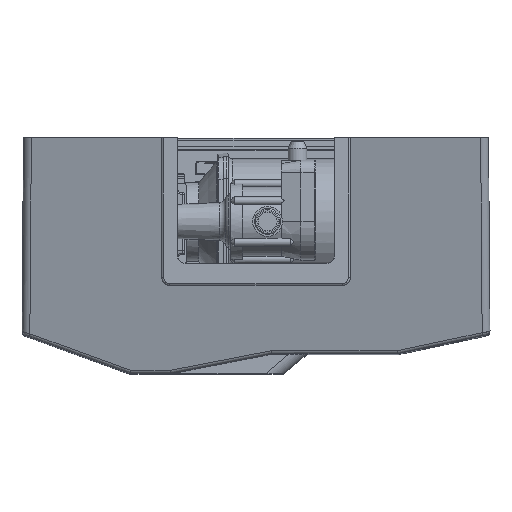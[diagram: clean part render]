
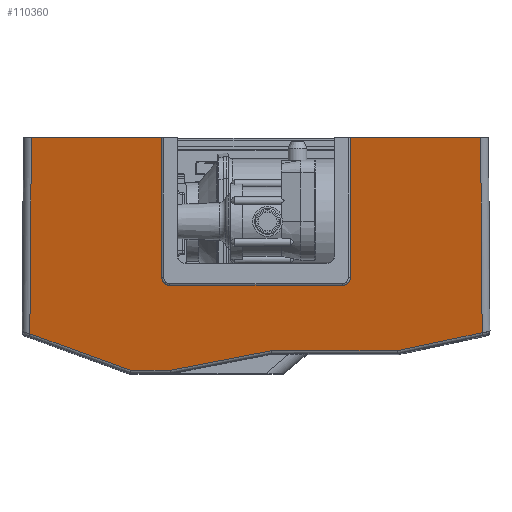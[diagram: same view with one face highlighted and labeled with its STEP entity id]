
A CAD part, top view. The second image highlights one B-rep face of the part: STEP entity #110360.
In plain terms, the highlighted planar face has unit normal (0, 0.212, -0.977).
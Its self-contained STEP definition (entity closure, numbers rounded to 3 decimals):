
#11586=LINE('',#211386,#20401);
#11587=LINE('',#211388,#20402);
#11588=LINE('',#211390,#20403);
#11589=LINE('',#211392,#20404);
#11590=LINE('',#211394,#20405);
#11591=LINE('',#211396,#20406);
#11592=LINE('',#211398,#20407);
#11593=LINE('',#211400,#20408);
#11594=LINE('',#211422,#20409);
#11595=LINE('',#211447,#20410);
#11596=LINE('',#211449,#20411);
#11597=LINE('',#211450,#20412);
#20401=VECTOR('',#142236,110.559);
#20402=VECTOR('',#142237,160.34);
#20403=VECTOR('',#142238,131.133);
#20404=VECTOR('',#142239,50.649);
#20405=VECTOR('',#142240,136.756);
#20406=VECTOR('',#142241,255.208);
#20407=VECTOR('',#142242,165.983);
#20408=VECTOR('',#142243,182.13);
#20409=VECTOR('',#142244,220.);
#20410=VECTOR('',#142245,182.13);
#20411=VECTOR('',#142246,165.983);
#20412=VECTOR('',#142247,253.859);
#23810=B_SPLINE_CURVE_WITH_KNOTS('',3,(#211402,#211403,#211404,#211405,
#211406,#211407,#211408,#211409,#211410,#211411,#211412,#211413,#211414,
#211415,#211416,#211417,#211418,#211419,#211420),.UNSPECIFIED.,.F.,.F.,
(4,3,3,3,3,3,4),(0.,0.25,0.375,0.5,0.625,
0.75,1.),.UNSPECIFIED.);
#23811=B_SPLINE_CURVE_WITH_KNOTS('',3,(#211424,#211425,#211426,#211427,
#211428,#211429,#211430,#211431,#211432,#211433,#211434,#211435,#211436,
#211437,#211438,#211439,#211440,#211441,#211442,#211443,#211444,#211445),
 .UNSPECIFIED.,.F.,.F.,(4,3,3,3,3,3,3,4),(0.,0.125,0.25,
0.375,0.5,0.625,0.75,1.),
 .UNSPECIFIED.);
#26531=PLANE('',#118113);
#32751=FACE_OUTER_BOUND('',#39039,.T.);
#39039=EDGE_LOOP('',(#97678,#97679,#97680,#97681,#97682,#97683,#97684,#97685,
#97686,#97687,#97688,#97689,#97690,#97691));
#53393=VERTEX_POINT('',#211384);
#53394=VERTEX_POINT('',#211385);
#53395=VERTEX_POINT('',#211387);
#53396=VERTEX_POINT('',#211389);
#53397=VERTEX_POINT('',#211391);
#53398=VERTEX_POINT('',#211393);
#53399=VERTEX_POINT('',#211395);
#53400=VERTEX_POINT('',#211397);
#53401=VERTEX_POINT('',#211399);
#53402=VERTEX_POINT('',#211401);
#53403=VERTEX_POINT('',#211421);
#53404=VERTEX_POINT('',#211423);
#53405=VERTEX_POINT('',#211446);
#53406=VERTEX_POINT('',#211448);
#69032=EDGE_CURVE('',#53393,#53394,#11586,.T.);
#69033=EDGE_CURVE('',#53394,#53395,#11587,.T.);
#69034=EDGE_CURVE('',#53395,#53396,#11588,.T.);
#69035=EDGE_CURVE('',#53396,#53397,#11589,.T.);
#69036=EDGE_CURVE('',#53397,#53398,#11590,.T.);
#69037=EDGE_CURVE('',#53398,#53399,#11591,.T.);
#69038=EDGE_CURVE('',#53399,#53400,#11592,.T.);
#69039=EDGE_CURVE('',#53400,#53401,#11593,.T.);
#69040=EDGE_CURVE('',#53401,#53402,#23810,.T.);
#69041=EDGE_CURVE('',#53402,#53403,#11594,.T.);
#69042=EDGE_CURVE('',#53403,#53404,#23811,.T.);
#69043=EDGE_CURVE('',#53404,#53405,#11595,.T.);
#69044=EDGE_CURVE('',#53405,#53406,#11596,.T.);
#69045=EDGE_CURVE('',#53406,#53393,#11597,.T.);
#97678=ORIENTED_EDGE('',*,*,#69032,.T.);
#97679=ORIENTED_EDGE('',*,*,#69033,.T.);
#97680=ORIENTED_EDGE('',*,*,#69034,.T.);
#97681=ORIENTED_EDGE('',*,*,#69035,.T.);
#97682=ORIENTED_EDGE('',*,*,#69036,.T.);
#97683=ORIENTED_EDGE('',*,*,#69037,.T.);
#97684=ORIENTED_EDGE('',*,*,#69038,.T.);
#97685=ORIENTED_EDGE('',*,*,#69039,.T.);
#97686=ORIENTED_EDGE('',*,*,#69040,.T.);
#97687=ORIENTED_EDGE('',*,*,#69041,.T.);
#97688=ORIENTED_EDGE('',*,*,#69042,.T.);
#97689=ORIENTED_EDGE('',*,*,#69043,.T.);
#97690=ORIENTED_EDGE('',*,*,#69044,.T.);
#97691=ORIENTED_EDGE('',*,*,#69045,.T.);
#110360=ADVANCED_FACE('',(#32751),#26531,.T.);
#118113=AXIS2_PLACEMENT_3D('',#211383,#142234,#142235);
#142234=DIRECTION('center_axis',(0.,0.212,
-0.977));
#142235=DIRECTION('ref_axis',(1.,0.,0.));
#142236=DIRECTION('',(-0.977,-0.208,-0.045));
#142237=DIRECTION('',(-1.,0.,0.));
#142238=DIRECTION('',(-0.981,-0.191,-0.041));
#142239=DIRECTION('',(-1.,0.,0.));
#142240=DIRECTION('',(-0.937,0.341,0.074));
#142241=DIRECTION('',(0.008,0.977,0.212));
#142242=DIRECTION('',(1.,0.,0.));
#142243=DIRECTION('',(0.,-0.977,-0.212));
#142244=DIRECTION('',(1.,0.,0.));
#142245=DIRECTION('',(0.,0.977,0.212));
#142246=DIRECTION('',(1.,0.,0.));
#142247=DIRECTION('',(0.008,-0.977,-0.212));
#211383=CARTESIAN_POINT('Origin',(299.408,-32.029,672.927));
#211384=CARTESIAN_POINT('',(287.892,-132.096,651.246));
#211385=CARTESIAN_POINT('',(179.859,-155.059,646.271));
#211386=CARTESIAN_POINT('',(287.892,-132.096,651.246));
#211387=CARTESIAN_POINT('',(19.519,-155.059,646.271));
#211388=CARTESIAN_POINT('',(179.859,-155.059,646.271));
#211389=CARTESIAN_POINT('',(-109.095,-180.059,640.854));
#211390=CARTESIAN_POINT('',(19.519,-155.059,646.271));
#211391=CARTESIAN_POINT('',(-159.744,-180.059,640.854));
#211392=CARTESIAN_POINT('',(-109.095,-180.059,640.854));
#211393=CARTESIAN_POINT('',(-287.902,-133.413,650.96));
#211394=CARTESIAN_POINT('',(-159.744,-180.059,640.854));
#211395=CARTESIAN_POINT('',(-285.983,116.,705.));
#211396=CARTESIAN_POINT('',(-287.902,-133.413,650.96));
#211397=CARTESIAN_POINT('',(-120.,116.,705.));
#211398=CARTESIAN_POINT('',(-285.983,116.,705.));
#211399=CARTESIAN_POINT('',(-120.,-62.,666.433));
#211400=CARTESIAN_POINT('',(-120.,116.,705.));
#211401=CARTESIAN_POINT('',(-110.,-72.,664.267));
#211402=CARTESIAN_POINT('Ctrl Pts',(-120.,-62.,
666.433));
#211403=CARTESIAN_POINT('Ctrl Pts',(-120.001,-63.294,
666.153));
#211404=CARTESIAN_POINT('Ctrl Pts',(-119.746,-64.587,
665.873));
#211405=CARTESIAN_POINT('Ctrl Pts',(-119.255,-65.789,
665.612));
#211406=CARTESIAN_POINT('Ctrl Pts',(-119.009,-66.389,
665.482));
#211407=CARTESIAN_POINT('Ctrl Pts',(-118.704,-66.966,
665.357));
#211408=CARTESIAN_POINT('Ctrl Pts',(-118.346,-67.509,
665.24));
#211409=CARTESIAN_POINT('Ctrl Pts',(-117.987,-68.052,
665.122));
#211410=CARTESIAN_POINT('Ctrl Pts',(-117.575,-68.562,
665.012));
#211411=CARTESIAN_POINT('Ctrl Pts',(-117.115,-69.027,
664.911));
#211412=CARTESIAN_POINT('Ctrl Pts',(-116.655,-69.492,
664.81));
#211413=CARTESIAN_POINT('Ctrl Pts',(-116.148,-69.914,
664.719));
#211414=CARTESIAN_POINT('Ctrl Pts',(-115.604,-70.282,
664.639));
#211415=CARTESIAN_POINT('Ctrl Pts',(-115.059,-70.651,
664.559));
#211416=CARTESIAN_POINT('Ctrl Pts',(-114.476,-70.967,
664.491));
#211417=CARTESIAN_POINT('Ctrl Pts',(-113.867,-71.222,
664.435));
#211418=CARTESIAN_POINT('Ctrl Pts',(-112.65,-71.732,
664.325));
#211419=CARTESIAN_POINT('Ctrl Pts',(-111.326,-72.002,
664.266));
#211420=CARTESIAN_POINT('Ctrl Pts',(-110.,-72.,
664.267));
#211421=CARTESIAN_POINT('',(110.,-72.,664.267));
#211422=CARTESIAN_POINT('',(-110.,-72.,664.267));
#211423=CARTESIAN_POINT('',(120.,-62.,666.433));
#211424=CARTESIAN_POINT('Ctrl Pts',(110.,-72.,
664.267));
#211425=CARTESIAN_POINT('Ctrl Pts',(110.663,-72.001,
664.266));
#211426=CARTESIAN_POINT('Ctrl Pts',(111.325,-71.934,
664.281));
#211427=CARTESIAN_POINT('Ctrl Pts',(111.973,-71.803,
664.309));
#211428=CARTESIAN_POINT('Ctrl Pts',(112.622,-71.672,
664.338));
#211429=CARTESIAN_POINT('Ctrl Pts',(113.258,-71.477,
664.38));
#211430=CARTESIAN_POINT('Ctrl Pts',(113.866,-71.222,
664.435));
#211431=CARTESIAN_POINT('Ctrl Pts',(114.475,-70.967,
664.49));
#211432=CARTESIAN_POINT('Ctrl Pts',(115.057,-70.652,
664.559));
#211433=CARTESIAN_POINT('Ctrl Pts',(115.602,-70.284,
664.639));
#211434=CARTESIAN_POINT('Ctrl Pts',(116.147,-69.915,
664.718));
#211435=CARTESIAN_POINT('Ctrl Pts',(116.653,-69.494,
664.81));
#211436=CARTESIAN_POINT('Ctrl Pts',(117.113,-69.028,
664.911));
#211437=CARTESIAN_POINT('Ctrl Pts',(117.573,-68.563,
665.011));
#211438=CARTESIAN_POINT('Ctrl Pts',(117.986,-68.054,
665.122));
#211439=CARTESIAN_POINT('Ctrl Pts',(118.345,-67.511,
665.239));
#211440=CARTESIAN_POINT('Ctrl Pts',(118.703,-66.967,665.357));
#211441=CARTESIAN_POINT('Ctrl Pts',(119.008,-66.39,
665.482));
#211442=CARTESIAN_POINT('Ctrl Pts',(119.254,-65.79,
665.612));
#211443=CARTESIAN_POINT('Ctrl Pts',(119.746,-64.588,
665.873));
#211444=CARTESIAN_POINT('Ctrl Pts',(120.001,-63.294,
666.153));
#211445=CARTESIAN_POINT('Ctrl Pts',(120.,-62.,
666.433));
#211446=CARTESIAN_POINT('',(120.,116.,705.));
#211447=CARTESIAN_POINT('',(120.,-62.,666.433));
#211448=CARTESIAN_POINT('',(285.983,116.,705.));
#211449=CARTESIAN_POINT('',(120.,116.,705.));
#211450=CARTESIAN_POINT('',(285.983,116.,705.));
